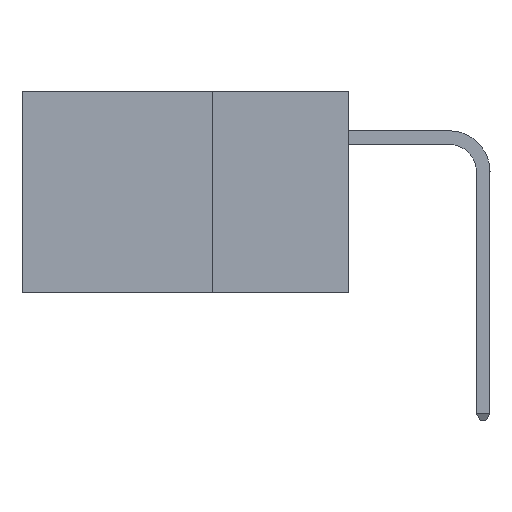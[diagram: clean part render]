
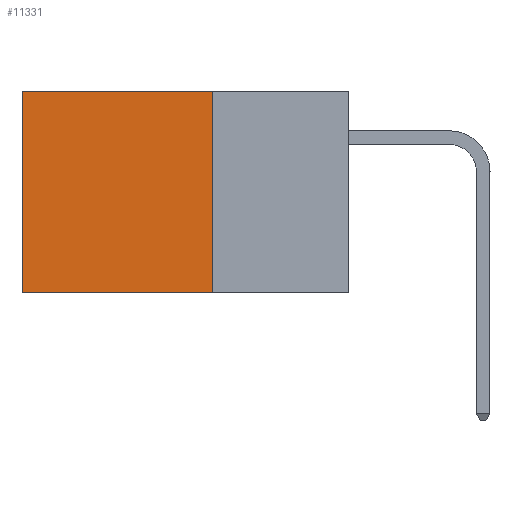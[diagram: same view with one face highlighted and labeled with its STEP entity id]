
A CAD part, left-side view. The second image highlights one B-rep face of the part: STEP entity #11331.
In plain terms, the highlighted planar face has unit normal (-1, 0, 0).
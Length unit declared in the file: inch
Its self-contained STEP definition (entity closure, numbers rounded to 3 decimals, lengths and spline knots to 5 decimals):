
#73 = LINE ( 'NONE', #31154, #35574 ) ;
#1538 = DIRECTION ( 'NONE',  ( 0., 0., -1. ) ) ;
#3299 = LINE ( 'NONE', #7463, #29668 ) ;
#3887 = VERTEX_POINT ( 'NONE', #33754 ) ;
#4439 = EDGE_LOOP ( 'NONE', ( #11520, #25623, #36781, #15312 ) ) ;
#5850 = FACE_OUTER_BOUND ( 'NONE', #4439, .T. ) ;
#6800 = DIRECTION ( 'NONE',  ( 0., 0., -1. ) ) ;
#7463 = CARTESIAN_POINT ( 'NONE',  ( 0.2875, 0.25, 0. ) ) ;
#7874 = PLANE ( 'NONE',  #15920 ) ;
#10378 = CARTESIAN_POINT ( 'NONE',  ( 0.2875, 0.25, 0. ) ) ;
#11331 = ADVANCED_FACE ( 'NONE', ( #5850 ), #7874, .F. ) ;
#11520 = ORIENTED_EDGE ( 'NONE', *, *, #15600, .T. ) ;
#13018 = DIRECTION ( 'NONE',  ( 0., 1., 0. ) ) ;
#13939 = CARTESIAN_POINT ( 'NONE',  ( 0.2875, 0.6, -0.37 ) ) ;
#13953 = CARTESIAN_POINT ( 'NONE',  ( 0.2875, 0.6, 0. ) ) ;
#14321 = DIRECTION ( 'NONE',  ( 1., 0., 0. ) ) ;
#14470 = LINE ( 'NONE', #24202, #25462 ) ;
#15057 = VERTEX_POINT ( 'NONE', #13939 ) ;
#15312 = ORIENTED_EDGE ( 'NONE', *, *, #23455, .T. ) ;
#15600 = EDGE_CURVE ( 'NONE', #3887, #15057, #31407, .T. ) ;
#15920 = AXIS2_PLACEMENT_3D ( 'NONE', #26625, #14321, #1538 ) ;
#22322 = DIRECTION ( 'NONE',  ( 0., 1., 0. ) ) ;
#23455 = EDGE_CURVE ( 'NONE', #27777, #3887, #3299, .T. ) ;
#24076 = CARTESIAN_POINT ( 'NONE',  ( 0.2875, 0.25, -0.37 ) ) ;
#24202 = CARTESIAN_POINT ( 'NONE',  ( 0.2875, 0.25, -0.37 ) ) ;
#25462 = VECTOR ( 'NONE', #13018, 39.37008 ) ;
#25623 = ORIENTED_EDGE ( 'NONE', *, *, #34948, .F. ) ;
#25759 = VERTEX_POINT ( 'NONE', #24076 ) ;
#26279 = DIRECTION ( 'NONE',  ( 0., 0., -1. ) ) ;
#26625 = CARTESIAN_POINT ( 'NONE',  ( 0.2875, 0.25, 0. ) ) ;
#27647 = EDGE_CURVE ( 'NONE', #27777, #25759, #73, .T. ) ;
#27777 = VERTEX_POINT ( 'NONE', #10378 ) ;
#29668 = VECTOR ( 'NONE', #22322, 39.37008 ) ;
#31154 = CARTESIAN_POINT ( 'NONE',  ( 0.2875, 0.25, 0. ) ) ;
#31407 = LINE ( 'NONE', #13953, #37667 ) ;
#33754 = CARTESIAN_POINT ( 'NONE',  ( 0.2875, 0.6, 0. ) ) ;
#34948 = EDGE_CURVE ( 'NONE', #25759, #15057, #14470, .T. ) ;
#35574 = VECTOR ( 'NONE', #6800, 39.37008 ) ;
#36781 = ORIENTED_EDGE ( 'NONE', *, *, #27647, .F. ) ;
#37667 = VECTOR ( 'NONE', #26279, 39.37008 ) ;
